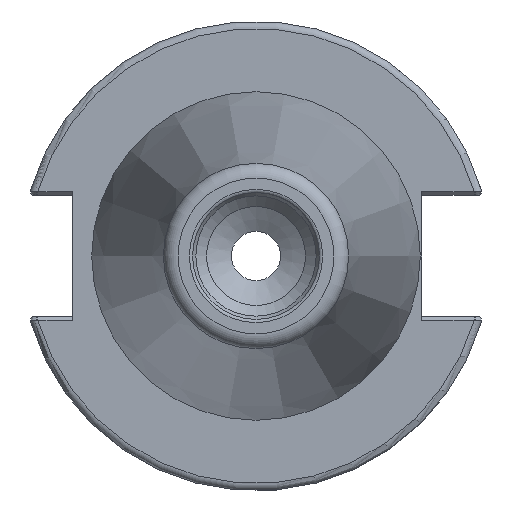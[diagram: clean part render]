
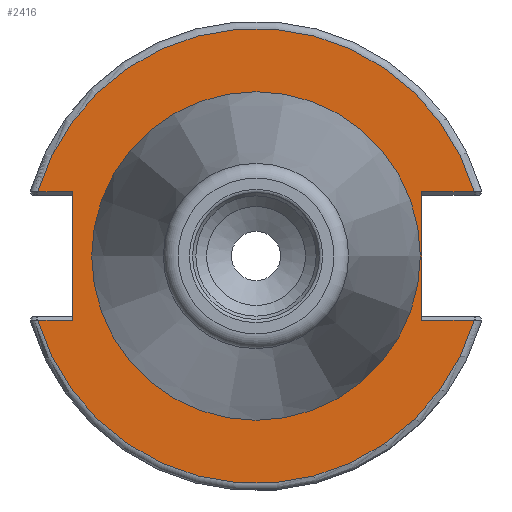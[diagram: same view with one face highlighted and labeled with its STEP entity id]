
A CAD part, left-side view. The second image highlights one B-rep face of the part: STEP entity #2416.
In plain terms, the highlighted planar face has unit normal (-1, 0, 0).
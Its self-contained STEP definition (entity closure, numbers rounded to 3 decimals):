
#129=FACE_BOUND('',#380,.T.);
#144=PLANE('',#2615);
#241=FACE_OUTER_BOUND('',#379,.T.);
#379=EDGE_LOOP('',(#1740,#1741,#1742,#1743,#1744,#1745,#1746,#1747));
#380=EDGE_LOOP('',(#1748,#1749));
#520=LINE('',#3758,#674);
#522=LINE('',#3826,#676);
#523=LINE('',#3828,#677);
#524=LINE('',#3832,#678);
#525=LINE('',#3834,#679);
#526=LINE('',#3835,#680);
#674=VECTOR('',#2970,10.);
#676=VECTOR('',#2988,10.);
#677=VECTOR('',#2989,10.);
#678=VECTOR('',#2992,10.);
#679=VECTOR('',#2993,10.);
#680=VECTOR('',#2994,10.);
#852=CIRCLE('',#2614,30.775);
#853=CIRCLE('',#2616,30.775);
#854=CIRCLE('',#2617,22.225);
#855=CIRCLE('',#2618,22.225);
#1011=VERTEX_POINT('',#3751);
#1014=VERTEX_POINT('',#3756);
#1020=VERTEX_POINT('',#3804);
#1022=VERTEX_POINT('',#3825);
#1023=VERTEX_POINT('',#3827);
#1024=VERTEX_POINT('',#3829);
#1025=VERTEX_POINT('',#3831);
#1026=VERTEX_POINT('',#3833);
#1027=VERTEX_POINT('',#3836);
#1028=VERTEX_POINT('',#3837);
#1289=EDGE_CURVE('',#1014,#1011,#520,.T.);
#1299=EDGE_CURVE('',#1011,#1020,#852,.T.);
#1302=EDGE_CURVE('',#1014,#1022,#522,.T.);
#1303=EDGE_CURVE('',#1023,#1022,#523,.T.);
#1304=EDGE_CURVE('',#1024,#1023,#853,.T.);
#1305=EDGE_CURVE('',#1025,#1024,#524,.T.);
#1306=EDGE_CURVE('',#1025,#1026,#525,.T.);
#1307=EDGE_CURVE('',#1020,#1026,#526,.T.);
#1308=EDGE_CURVE('',#1027,#1028,#854,.T.);
#1309=EDGE_CURVE('',#1028,#1027,#855,.T.);
#1740=ORIENTED_EDGE('',*,*,#1289,.F.);
#1741=ORIENTED_EDGE('',*,*,#1302,.T.);
#1742=ORIENTED_EDGE('',*,*,#1303,.F.);
#1743=ORIENTED_EDGE('',*,*,#1304,.F.);
#1744=ORIENTED_EDGE('',*,*,#1305,.F.);
#1745=ORIENTED_EDGE('',*,*,#1306,.T.);
#1746=ORIENTED_EDGE('',*,*,#1307,.F.);
#1747=ORIENTED_EDGE('',*,*,#1299,.F.);
#1748=ORIENTED_EDGE('',*,*,#1308,.T.);
#1749=ORIENTED_EDGE('',*,*,#1309,.T.);
#2416=ADVANCED_FACE('',(#241,#129),#144,.T.);
#2614=AXIS2_PLACEMENT_3D('',#3805,#2984,#2985);
#2615=AXIS2_PLACEMENT_3D('',#3824,#2986,#2987);
#2616=AXIS2_PLACEMENT_3D('',#3830,#2990,#2991);
#2617=AXIS2_PLACEMENT_3D('',#3838,#2995,#2996);
#2618=AXIS2_PLACEMENT_3D('',#3839,#2997,#2998);
#2970=DIRECTION('',(0.,-1.,0.));
#2984=DIRECTION('center_axis',(1.,0.,0.));
#2985=DIRECTION('ref_axis',(0.,0.,-1.));
#2986=DIRECTION('center_axis',(-1.,0.,0.));
#2987=DIRECTION('ref_axis',(0.,0.,1.));
#2988=DIRECTION('',(0.,0.,1.));
#2989=DIRECTION('',(0.,1.,0.));
#2990=DIRECTION('center_axis',(1.,0.,0.));
#2991=DIRECTION('ref_axis',(0.,0.,-1.));
#2992=DIRECTION('',(0.,1.,0.));
#2993=DIRECTION('',(0.,0.,-1.));
#2994=DIRECTION('',(0.,-1.,0.));
#2995=DIRECTION('center_axis',(1.,0.,0.));
#2996=DIRECTION('ref_axis',(0.,0.,-1.));
#2997=DIRECTION('center_axis',(1.,0.,0.));
#2998=DIRECTION('ref_axis',(0.,0.,-1.));
#3751=CARTESIAN_POINT('',(3.175,-29.523,-8.69));
#3756=CARTESIAN_POINT('',(3.175,-22.41,-8.69));
#3758=CARTESIAN_POINT('',(3.175,-4.878,-8.69));
#3804=CARTESIAN_POINT('',(3.175,29.523,-8.69));
#3805=CARTESIAN_POINT('Origin',(3.175,0.,
0.));
#3824=CARTESIAN_POINT('Origin',(3.175,30.775,0.));
#3825=CARTESIAN_POINT('',(3.175,-22.41,8.69));
#3826=CARTESIAN_POINT('',(3.175,-22.41,-4.095));
#3827=CARTESIAN_POINT('',(3.175,-29.523,8.69));
#3828=CARTESIAN_POINT('',(3.175,4.182,8.69));
#3829=CARTESIAN_POINT('',(3.175,29.523,8.69));
#3830=CARTESIAN_POINT('Origin',(3.175,0.,
0.));
#3831=CARTESIAN_POINT('',(3.175,24.8,8.69));
#3832=CARTESIAN_POINT('',(3.175,32.958,8.69));
#3833=CARTESIAN_POINT('',(3.175,24.8,-8.69));
#3834=CARTESIAN_POINT('',(3.175,24.8,4.095));
#3835=CARTESIAN_POINT('',(3.175,27.788,-8.69));
#3836=CARTESIAN_POINT('',(3.175,22.225,0.));
#3837=CARTESIAN_POINT('',(3.175,-22.225,0.));
#3838=CARTESIAN_POINT('Origin',(3.175,0.,
0.));
#3839=CARTESIAN_POINT('Origin',(3.175,0.,
0.));
